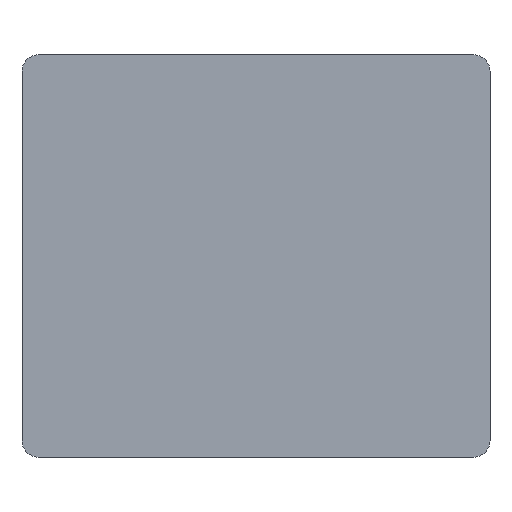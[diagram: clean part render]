
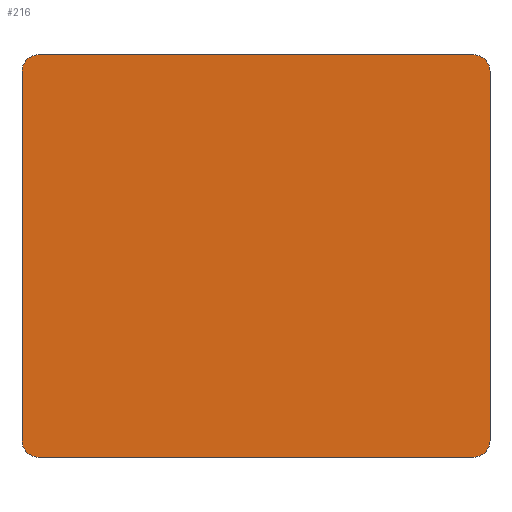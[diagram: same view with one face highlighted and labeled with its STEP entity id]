
A CAD part, front view. The second image highlights one B-rep face of the part: STEP entity #216.
In plain terms, the highlighted planar face has unit normal (0, -1, 0).
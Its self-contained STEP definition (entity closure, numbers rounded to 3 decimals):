
#6 = CARTESIAN_POINT ( 'NONE',  ( -28.5, 0., -22.5 ) ) ;
#8 = ORIENTED_EDGE ( 'NONE', *, *, #32, .F. ) ;
#12 = CARTESIAN_POINT ( 'NONE',  ( -26.5, 0., -24.5 ) ) ;
#17 = CARTESIAN_POINT ( 'NONE',  ( 26.5, 0., 22.5 ) ) ;
#21 = EDGE_CURVE ( 'NONE', #75, #326, #179, .T. ) ;
#24 = PLANE ( 'NONE',  #327 ) ;
#26 = DIRECTION ( 'NONE',  ( 0., 0., 1. ) ) ;
#31 = CARTESIAN_POINT ( 'NONE',  ( 26.5, 0., -22.5 ) ) ;
#32 = EDGE_CURVE ( 'NONE', #259, #46, #124, .T. ) ;
#41 = DIRECTION ( 'NONE',  ( 0., 0., 1. ) ) ;
#46 = VERTEX_POINT ( 'NONE', #181 ) ;
#48 = DIRECTION ( 'NONE',  ( 0., 0., -1. ) ) ;
#53 = CARTESIAN_POINT ( 'NONE',  ( -26.5, 0., -22.5 ) ) ;
#67 = DIRECTION ( 'NONE',  ( 0., 1., 0. ) ) ;
#75 = VERTEX_POINT ( 'NONE', #256 ) ;
#76 = CARTESIAN_POINT ( 'NONE',  ( 26.5, 0., 24.5 ) ) ;
#77 = CIRCLE ( 'NONE', #246, 2. ) ;
#79 = CARTESIAN_POINT ( 'NONE',  ( -26.5, 0., 22.5 ) ) ;
#84 = DIRECTION ( 'NONE',  ( 0., 1., 0. ) ) ;
#86 = DIRECTION ( 'NONE',  ( 0., 0., 1. ) ) ;
#101 = AXIS2_PLACEMENT_3D ( 'NONE', #17, #67, #252 ) ;
#103 = VECTOR ( 'NONE', #48, 1000. ) ;
#117 = AXIS2_PLACEMENT_3D ( 'NONE', #79, #138, #142 ) ;
#124 = CIRCLE ( 'NONE', #101, 2. ) ;
#128 = EDGE_CURVE ( 'NONE', #225, #259, #236, .T. ) ;
#134 = ORIENTED_EDGE ( 'NONE', *, *, #270, .F. ) ;
#138 = DIRECTION ( 'NONE',  ( 0., 1., 0. ) ) ;
#142 = DIRECTION ( 'NONE',  ( 0., 0., 1. ) ) ;
#143 = CIRCLE ( 'NONE', #117, 2. ) ;
#152 = ORIENTED_EDGE ( 'NONE', *, *, #163, .F. ) ;
#163 = EDGE_CURVE ( 'NONE', #331, #189, #340, .T. ) ;
#164 = CARTESIAN_POINT ( 'NONE',  ( -28.5, 0., 22.5 ) ) ;
#172 = ORIENTED_EDGE ( 'NONE', *, *, #275, .F. ) ;
#174 = CARTESIAN_POINT ( 'NONE',  ( -26.5, 0., -24.5 ) ) ;
#179 = LINE ( 'NONE', #12, #295 ) ;
#180 = ORIENTED_EDGE ( 'NONE', *, *, #310, .F. ) ;
#181 = CARTESIAN_POINT ( 'NONE',  ( 28.5, 0., 22.5 ) ) ;
#186 = CIRCLE ( 'NONE', #334, 2. ) ;
#189 = VERTEX_POINT ( 'NONE', #164 ) ;
#192 = FACE_OUTER_BOUND ( 'NONE', #316, .T. ) ;
#193 = CARTESIAN_POINT ( 'NONE',  ( -26.5, 0., 22.5 ) ) ;
#195 = ORIENTED_EDGE ( 'NONE', *, *, #257, .F. ) ;
#212 = CARTESIAN_POINT ( 'NONE',  ( 28.5, 0., 22.5 ) ) ;
#216 = ADVANCED_FACE ( 'NONE', ( #192 ), #24, .F. ) ;
#218 = DIRECTION ( 'NONE',  ( 0., 0., 1. ) ) ;
#225 = VERTEX_POINT ( 'NONE', #294 ) ;
#231 = CARTESIAN_POINT ( 'NONE',  ( -26.5, 0., 24.5 ) ) ;
#236 = LINE ( 'NONE', #231, #304 ) ;
#241 = DIRECTION ( 'NONE',  ( 0., 1., 0. ) ) ;
#246 = AXIS2_PLACEMENT_3D ( 'NONE', #53, #241, #86 ) ;
#252 = DIRECTION ( 'NONE',  ( 0., 0., 1. ) ) ;
#255 = VERTEX_POINT ( 'NONE', #293 ) ;
#256 = CARTESIAN_POINT ( 'NONE',  ( 26.5, 0., -24.5 ) ) ;
#257 = EDGE_CURVE ( 'NONE', #46, #255, #288, .T. ) ;
#259 = VERTEX_POINT ( 'NONE', #76 ) ;
#266 = ORIENTED_EDGE ( 'NONE', *, *, #128, .F. ) ;
#270 = EDGE_CURVE ( 'NONE', #189, #225, #143, .T. ) ;
#273 = DIRECTION ( 'NONE',  ( -1., 0., 0. ) ) ;
#275 = EDGE_CURVE ( 'NONE', #255, #75, #186, .T. ) ;
#281 = CARTESIAN_POINT ( 'NONE',  ( -28.5, 0., 22.5 ) ) ;
#284 = DIRECTION ( 'NONE',  ( 1., 0., 0. ) ) ;
#288 = LINE ( 'NONE', #212, #103 ) ;
#293 = CARTESIAN_POINT ( 'NONE',  ( 28.5, 0., -22.5 ) ) ;
#294 = CARTESIAN_POINT ( 'NONE',  ( -26.5, 0., 24.5 ) ) ;
#295 = VECTOR ( 'NONE', #273, 1000. ) ;
#304 = VECTOR ( 'NONE', #284, 1000. ) ;
#308 = ORIENTED_EDGE ( 'NONE', *, *, #21, .F. ) ;
#310 = EDGE_CURVE ( 'NONE', #326, #331, #77, .T. ) ;
#315 = DIRECTION ( 'NONE',  ( 0., 1., 0. ) ) ;
#316 = EDGE_LOOP ( 'NONE', ( #134, #152, #180, #308, #172, #195, #8, #266 ) ) ;
#319 = VECTOR ( 'NONE', #41, 1000. ) ;
#326 = VERTEX_POINT ( 'NONE', #174 ) ;
#327 = AXIS2_PLACEMENT_3D ( 'NONE', #193, #315, #26 ) ;
#331 = VERTEX_POINT ( 'NONE', #6 ) ;
#334 = AXIS2_PLACEMENT_3D ( 'NONE', #31, #84, #218 ) ;
#340 = LINE ( 'NONE', #281, #319 ) ;
